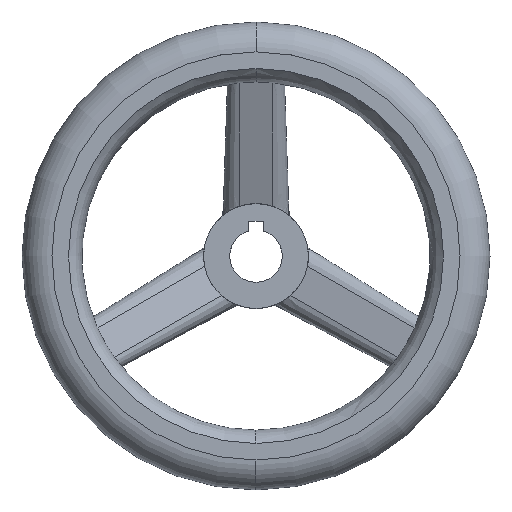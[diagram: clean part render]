
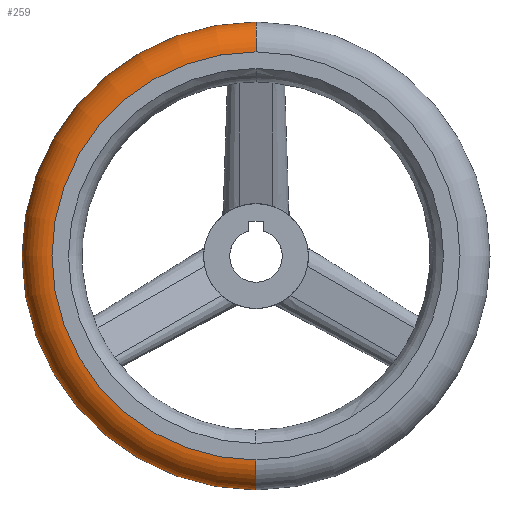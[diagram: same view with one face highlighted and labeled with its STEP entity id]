
A CAD part, top view. The second image highlights one B-rep face of the part: STEP entity #259.
In plain terms, the highlighted toroidal (fillet/blend) face has major radius 54.5 mm and minor radius 8 mm.
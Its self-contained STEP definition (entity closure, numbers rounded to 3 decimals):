
#231=VERTEX_POINT('',#650);
#259=ADVANCED_FACE('',(#681),#682,.T.);
#387=VERTEX_POINT('',#820);
#397=EDGE_CURVE('',#551,#387,#831,.T.);
#401=EDGE_CURVE('',#407,#387,#835,.T.);
#407=VERTEX_POINT('',#841);
#463=EDGE_CURVE('',#551,#231,#903,.T.);
#477=EDGE_CURVE('',#407,#231,#918,.T.);
#551=VERTEX_POINT('',#1001);
#650=CARTESIAN_POINT('',(0.,-62.5,28.0));
#681=FACE_OUTER_BOUND('',#1135,.T.);
#682=TOROIDAL_SURFACE('',#1136,54.5,8.0);
#820=CARTESIAN_POINT('',(0.,54.5,36.0));
#831=CIRCLE('',#1534,8.0);
#835=CIRCLE('',#1540,54.5);
#841=CARTESIAN_POINT('',(0.,-54.5,36.0));
#903=CIRCLE('',#1769,62.5);
#918=CIRCLE('',#1818,8.0);
#1001=CARTESIAN_POINT('',(0.,62.5,28.0));
#1135=EDGE_LOOP('',(#2297,#2298,#2299,#2300));
#1136=AXIS2_PLACEMENT_3D('',#2301,#2302,#2303);
#1534=AXIS2_PLACEMENT_3D('',#2463,#2464,#2465);
#1540=AXIS2_PLACEMENT_3D('',#2469,#2470,#2471);
#1769=AXIS2_PLACEMENT_3D('',#2541,#2542,#2543);
#1818=AXIS2_PLACEMENT_3D('',#2559,#2560,#2561);
#2297=ORIENTED_EDGE('',*,*,#463,.T.);
#2298=ORIENTED_EDGE('',*,*,#477,.F.);
#2299=ORIENTED_EDGE('',*,*,#401,.T.);
#2300=ORIENTED_EDGE('',*,*,#397,.F.);
#2301=CARTESIAN_POINT('',(0.,0.,28.0));
#2302=DIRECTION('',(0.,0.,1.0));
#2303=DIRECTION('',(0.,1.0,0.0));
#2463=CARTESIAN_POINT('',(0.,54.5,28.0));
#2464=DIRECTION('',(1.0,0.,0.));
#2465=DIRECTION('',(0.,1.0,0.));
#2469=CARTESIAN_POINT('',(0.,0.,36.0));
#2470=DIRECTION('',(0.,0.,-1.0));
#2471=DIRECTION('',(0.,1.0,0.));
#2541=CARTESIAN_POINT('',(0.,0.,28.0));
#2542=DIRECTION('',(0.,0.,1.0));
#2543=DIRECTION('',(1.0,0.0,0.));
#2559=CARTESIAN_POINT('',(0.,-54.5,28.0));
#2560=DIRECTION('',(1.0,0.,0.));
#2561=DIRECTION('',(0.,-1.0,0.));
